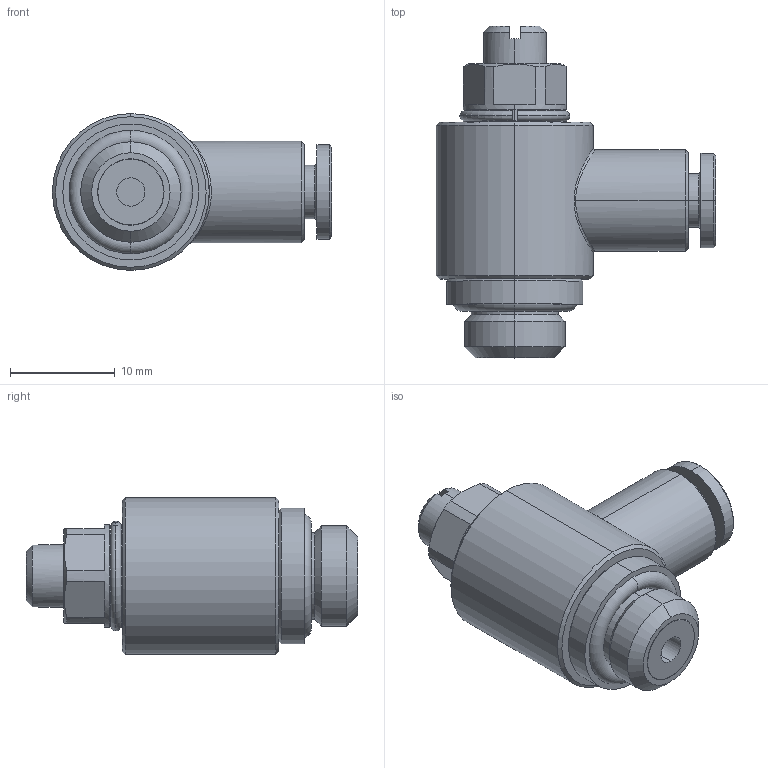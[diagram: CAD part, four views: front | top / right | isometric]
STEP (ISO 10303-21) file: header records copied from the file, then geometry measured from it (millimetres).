
FILE_DESCRIPTION (( 'STEP AP203' ), '1' );
FILE_NAME ('04280B11.STEP', '2010-05-05T06:12:34', ( '' ), ( 'sopra-pneumatic' ), 'SwSTEP 2.0', 'SolidWorks 2009', '' );
FILE_SCHEMA (( 'CONFIG_CONTROL_DESIGN' ));
Length unit declared in the file: millimetre
Products named in the file (1): 04280B11
Bounding box: 26.7 x 31.74 x 15 mm (x, y, z)
Volume: 4406.4 mm3; surface area: 2373.6 mm2
Topology: 2 solids, 4 shells, 96 faces, 205 edges, 130 vertices
Faces by surface type: plane 35, cylinder 31, cone 24, torus 4, bspline 2
Entity records: 3722 total; most frequent: CARTESIAN_POINT 1527, DIRECTION 473, ORIENTED_EDGE 410, EDGE_CURVE 205, AXIS2_PLACEMENT_3D 198, VERTEX_POINT 130, EDGE_LOOP 109, CIRCLE 103
